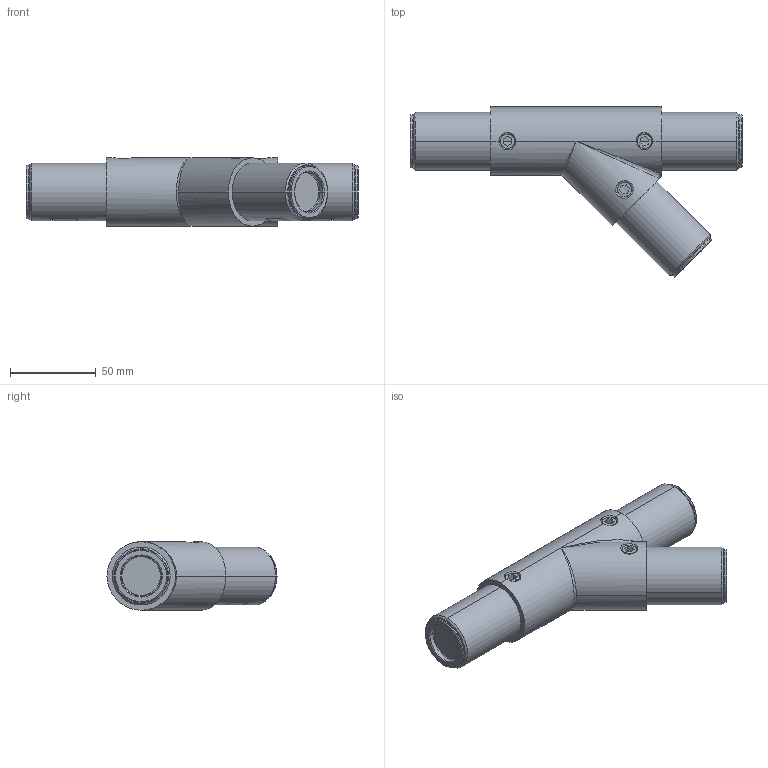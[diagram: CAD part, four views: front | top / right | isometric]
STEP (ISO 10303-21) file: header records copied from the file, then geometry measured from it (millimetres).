
FILE_DESCRIPTION (( 'STEP AP214' ), '1' );
FILE_NAME ('AL-SPS.JC40.A45Y.R.STEP', '2026-02-09T09:54:14', ( '' ), ( '' ), 'SwSTEP 2.0', 'SolidWorks 2021', '' );
FILE_SCHEMA (( 'AUTOMOTIVE_DESIGN' ));
Length unit declared in the file: millimetre
Products named in the file (1): AL-SPS.JC40.A45Y.R
Bounding box: 194 x 99.34 x 40 mm (x, y, z)
Surface area: 40259.5 mm2 (no closed solid volume)
Topology: 0 solids, 11 shells, 173 faces, 473 edges, 309 vertices
Faces by surface type: plane 70, cylinder 55, torus 24, cone 14, bspline 10
Entity records: 12137 total; most frequent: CARTESIAN_POINT 6085, DIRECTION 835, ORIENTED_EDGE 822, EDGE_CURVE 469, VERTEX_POINT 309, AXIS2_PLACEMENT_3D 302, VECTOR 231, LINE 231
